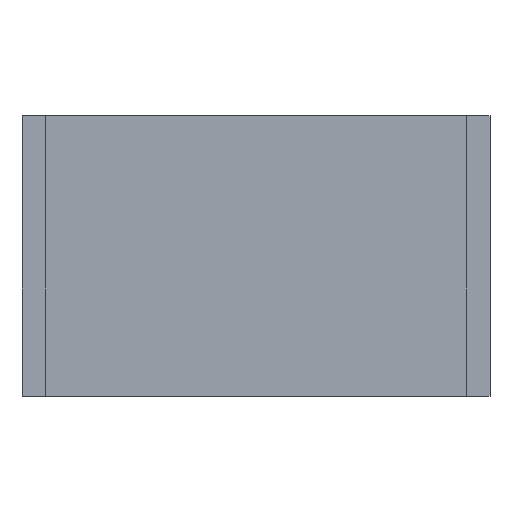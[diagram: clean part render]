
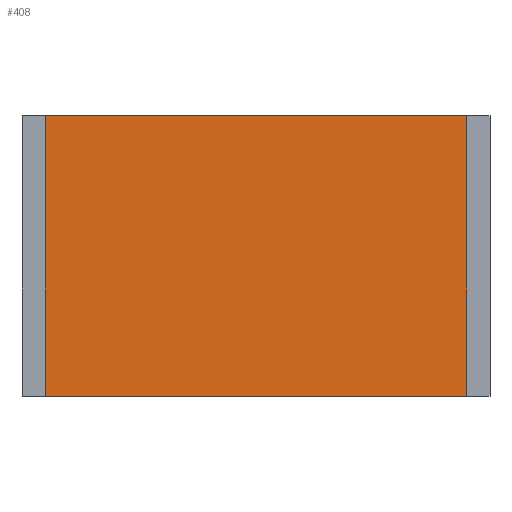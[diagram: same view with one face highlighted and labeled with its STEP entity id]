
A CAD part, top view. The second image highlights one B-rep face of the part: STEP entity #408.
In plain terms, the highlighted face is planar.
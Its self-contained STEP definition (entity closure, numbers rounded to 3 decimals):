
#21 = ORIENTED_EDGE ( 'NONE', *, *, #707, .T. ) ;
#23 = CARTESIAN_POINT ( 'NONE',  ( 0., 0.005, -1.2 ) ) ;
#32 = EDGE_LOOP ( 'NONE', ( #612, #21, #577, #378 ) ) ;
#97 = VERTEX_POINT ( 'NONE', #560 ) ;
#150 = VERTEX_POINT ( 'NONE', #604 ) ;
#153 = DIRECTION ( 'NONE',  ( -1., 0., 0. ) ) ;
#158 = CARTESIAN_POINT ( 'NONE',  ( 0., 0.005, 0. ) ) ;
#192 = EDGE_CURVE ( 'NONE', #150, #97, #696, .T. ) ;
#232 = AXIS2_PLACEMENT_3D ( 'NONE', #513, #572, #447 ) ;
#239 = CARTESIAN_POINT ( 'NONE',  ( 0., 0.005, 0. ) ) ;
#274 = LINE ( 'NONE', #287, #640 ) ;
#287 = CARTESIAN_POINT ( 'NONE',  ( 0., 0.005, 0. ) ) ;
#304 = VECTOR ( 'NONE', #153, 1000. ) ;
#322 = VERTEX_POINT ( 'NONE', #23 ) ;
#356 = EDGE_CURVE ( 'NONE', #97, #574, #500, .T. ) ;
#378 = ORIENTED_EDGE ( 'NONE', *, *, #356, .T. ) ;
#408 = ADVANCED_FACE ( 'NONE', ( #596 ), #575, .T. ) ;
#427 = DIRECTION ( 'NONE',  ( 1., 0., 0. ) ) ;
#447 = DIRECTION ( 'NONE',  ( 0., 0., 1. ) ) ;
#470 = LINE ( 'NONE', #518, #304 ) ;
#500 = LINE ( 'NONE', #158, #510 ) ;
#510 = VECTOR ( 'NONE', #427, 1000. ) ;
#513 = CARTESIAN_POINT ( 'NONE',  ( 0., 0.005, 0. ) ) ;
#518 = CARTESIAN_POINT ( 'NONE',  ( 0., 0.005, -1.2 ) ) ;
#560 = CARTESIAN_POINT ( 'NONE',  ( -1.8, 0.005, 0. ) ) ;
#572 = DIRECTION ( 'NONE',  ( 0., 1., 0. ) ) ;
#574 = VERTEX_POINT ( 'NONE', #239 ) ;
#575 = PLANE ( 'NONE',  #232 ) ;
#577 = ORIENTED_EDGE ( 'NONE', *, *, #192, .T. ) ;
#589 = EDGE_CURVE ( 'NONE', #574, #322, #274, .T. ) ;
#596 = FACE_OUTER_BOUND ( 'NONE', #32, .T. ) ;
#604 = CARTESIAN_POINT ( 'NONE',  ( -1.8, 0.005, -1.2 ) ) ;
#612 = ORIENTED_EDGE ( 'NONE', *, *, #589, .T. ) ;
#614 = DIRECTION ( 'NONE',  ( 0., 0., 1. ) ) ;
#621 = VECTOR ( 'NONE', #614, 1000. ) ;
#633 = CARTESIAN_POINT ( 'NONE',  ( -1.8, 0.005, 0. ) ) ;
#640 = VECTOR ( 'NONE', #688, 1000. ) ;
#688 = DIRECTION ( 'NONE',  ( 0., 0., -1. ) ) ;
#696 = LINE ( 'NONE', #633, #621 ) ;
#707 = EDGE_CURVE ( 'NONE', #322, #150, #470, .T. ) ;
